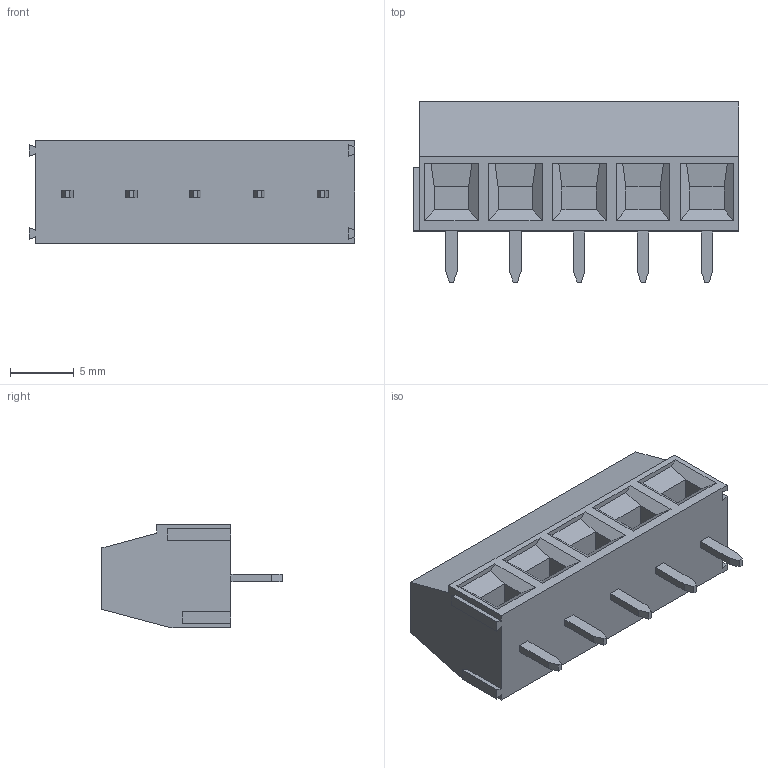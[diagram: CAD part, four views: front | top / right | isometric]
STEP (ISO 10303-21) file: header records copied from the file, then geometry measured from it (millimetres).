
FILE_DESCRIPTION (( 'STEP AP214' ), '1' );
FILE_NAME ('DG127-5.0-05P-4Y-00AH.STEP', '2021-01-02T22:07:48', ( '' ), ( '' ), 'SwSTEP 2.0', 'SolidWorks 2020', '' );
FILE_SCHEMA (( 'AUTOMOTIVE_DESIGN' ));
Length unit declared in the file: millimetre
Products named in the file (1): DG127-5.0-05P-4Y-00AH
Bounding box: 25.5 x 14.1 x 8.1 mm (x, y, z)
Volume: 1578 mm3; surface area: 1541.4 mm2
Topology: 1 solids, 1 shells, 484 faces, 1286 edges, 849 vertices
Faces by surface type: plane 316, bspline 133, cylinder 20, torus 15
Entity records: 25737 total; most frequent: CARTESIAN_POINT 10391, ORIENTED_EDGE 2572, DIRECTION 1754, EDGE_CURVE 1286, VECTOR 890, LINE 890, VERTEX_POINT 849, EDGE_LOOP 529
